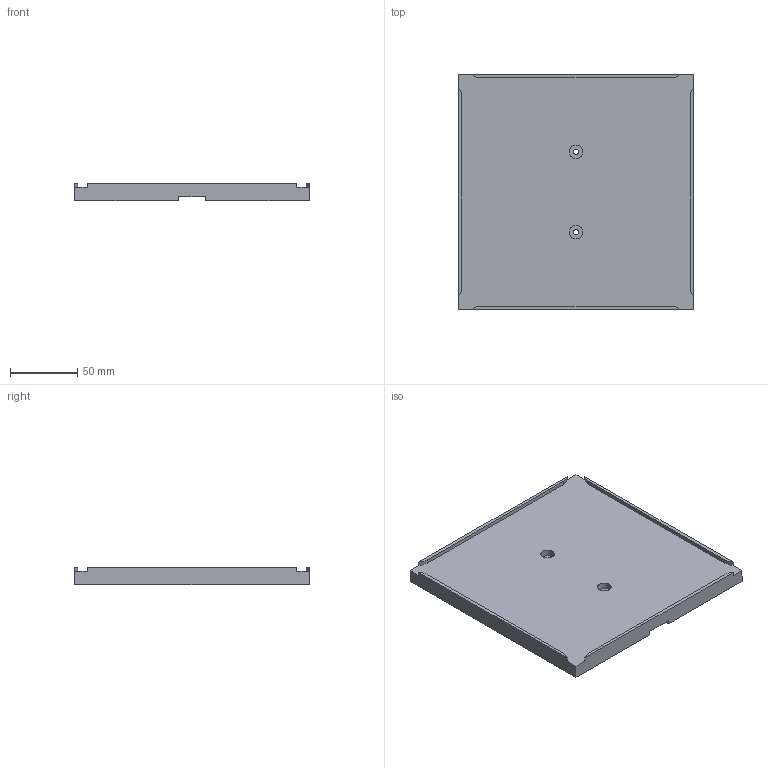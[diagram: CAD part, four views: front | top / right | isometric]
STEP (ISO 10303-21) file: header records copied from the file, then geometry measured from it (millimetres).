
FILE_DESCRIPTION (( 'STEP AP214' ), '1' );
FILE_NAME ('TargetBoard.STEP', '2025-03-11T04:54:34', ( '' ), ( '' ), 'SwSTEP 2.0', 'SolidWorks 2020', '' );
FILE_SCHEMA (( 'AUTOMOTIVE_DESIGN' ));
Length unit declared in the file: millimetre
Products named in the file (1): TargetBoard
Bounding box: 175 x 175 x 13 mm (x, y, z)
Volume: 144166.5 mm3; surface area: 105159 mm2
Topology: 1 solids, 1 shells, 368 faces, 948 edges, 632 vertices
Faces by surface type: plane 352, cylinder 16
Entity records: 11026 total; most frequent: CARTESIAN_POINT 1949, ORIENTED_EDGE 1896, DIRECTION 1718, EDGE_CURVE 948, VECTOR 916, LINE 916, VERTEX_POINT 632, EDGE_LOOP 422
